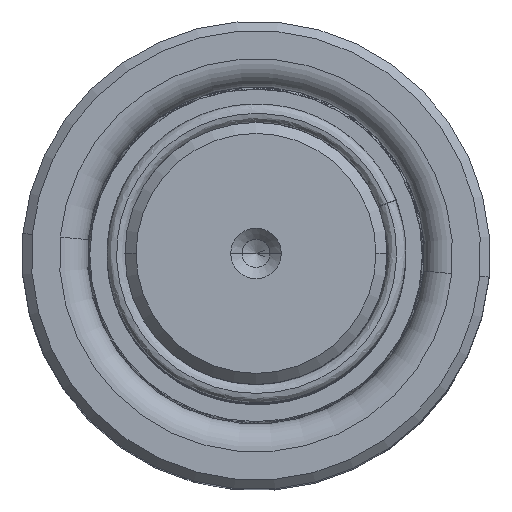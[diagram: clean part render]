
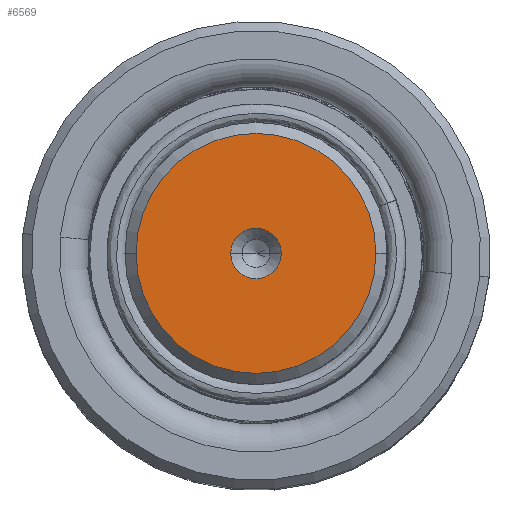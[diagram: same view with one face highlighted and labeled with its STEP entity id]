
A CAD part, top view. The second image highlights one B-rep face of the part: STEP entity #6569.
In plain terms, the highlighted planar face has unit normal (0, 0, 1).
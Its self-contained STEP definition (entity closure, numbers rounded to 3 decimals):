
#1457 = CARTESIAN_POINT ( 'NONE',  ( 12.811, 0., 200. ) ) ;
#2221 = CARTESIAN_POINT ( 'NONE',  ( 2.7, 0., 200. ) ) ;
#2939 = DIRECTION ( 'NONE',  ( 0., 0., 1. ) ) ;
#3137 = DIRECTION ( 'NONE',  ( 1., 0., 0. ) ) ;
#5521 = CARTESIAN_POINT ( 'NONE',  ( 0., 0., 200. ) ) ;
#5605 = ORIENTED_EDGE ( 'NONE', *, *, #60451, .F. ) ;
#6569 = ADVANCED_FACE ( 'NONE', ( #59349, #46873 ), #19540, .T. ) ;
#8322 = AXIS2_PLACEMENT_3D ( 'NONE', #5521, #43104, #47636 ) ;
#9535 = CARTESIAN_POINT ( 'NONE',  ( 0., 0., 200. ) ) ;
#11953 = ORIENTED_EDGE ( 'NONE', *, *, #48957, .F. ) ;
#12496 = EDGE_CURVE ( 'NONE', #34689, #55360, #59175, .T. ) ;
#12678 = CARTESIAN_POINT ( 'NONE',  ( -12.811, 0., 200. ) ) ;
#13026 = DIRECTION ( 'NONE',  ( 1., 0., 0. ) ) ;
#13644 = AXIS2_PLACEMENT_3D ( 'NONE', #27046, #41174, #13026 ) ;
#17442 = ORIENTED_EDGE ( 'NONE', *, *, #12496, .T. ) ;
#18594 = DIRECTION ( 'NONE',  ( 0., 0., 1. ) ) ;
#19540 = PLANE ( 'NONE',  #8322 ) ;
#19587 = EDGE_CURVE ( 'NONE', #55360, #34689, #34440, .T. ) ;
#20544 = CARTESIAN_POINT ( 'NONE',  ( -2.7, 0., 200. ) ) ;
#20635 = AXIS2_PLACEMENT_3D ( 'NONE', #9535, #18594, #41767 ) ;
#24396 = CIRCLE ( 'NONE', #24790, 2.7 ) ;
#24790 = AXIS2_PLACEMENT_3D ( 'NONE', #31336, #2939, #3137 ) ;
#27046 = CARTESIAN_POINT ( 'NONE',  ( 0., 0., 200. ) ) ;
#29970 = EDGE_LOOP ( 'NONE', ( #35391, #17442 ) ) ;
#31336 = CARTESIAN_POINT ( 'NONE',  ( 0., 0., 200. ) ) ;
#33941 = AXIS2_PLACEMENT_3D ( 'NONE', #49546, #44417, #53845 ) ;
#34440 = CIRCLE ( 'NONE', #13644, 12.811 ) ;
#34689 = VERTEX_POINT ( 'NONE', #1457 ) ;
#35391 = ORIENTED_EDGE ( 'NONE', *, *, #19587, .T. ) ;
#37076 = VERTEX_POINT ( 'NONE', #2221 ) ;
#38755 = VERTEX_POINT ( 'NONE', #20544 ) ;
#40284 = CIRCLE ( 'NONE', #20635, 2.7 ) ;
#40477 = EDGE_LOOP ( 'NONE', ( #11953, #5605 ) ) ;
#41174 = DIRECTION ( 'NONE',  ( 0., 0., 1. ) ) ;
#41767 = DIRECTION ( 'NONE',  ( 1., 0., 0. ) ) ;
#43104 = DIRECTION ( 'NONE',  ( 0., 0., 1. ) ) ;
#44417 = DIRECTION ( 'NONE',  ( 0., 0., 1. ) ) ;
#46873 = FACE_OUTER_BOUND ( 'NONE', #29970, .T. ) ;
#47636 = DIRECTION ( 'NONE',  ( 1., 0., 0. ) ) ;
#48957 = EDGE_CURVE ( 'NONE', #37076, #38755, #24396, .T. ) ;
#49546 = CARTESIAN_POINT ( 'NONE',  ( 0., 0., 200. ) ) ;
#53845 = DIRECTION ( 'NONE',  ( 1., 0., 0. ) ) ;
#55360 = VERTEX_POINT ( 'NONE', #12678 ) ;
#59175 = CIRCLE ( 'NONE', #33941, 12.811 ) ;
#59349 = FACE_BOUND ( 'NONE', #40477, .T. ) ;
#60451 = EDGE_CURVE ( 'NONE', #38755, #37076, #40284, .T. ) ;
